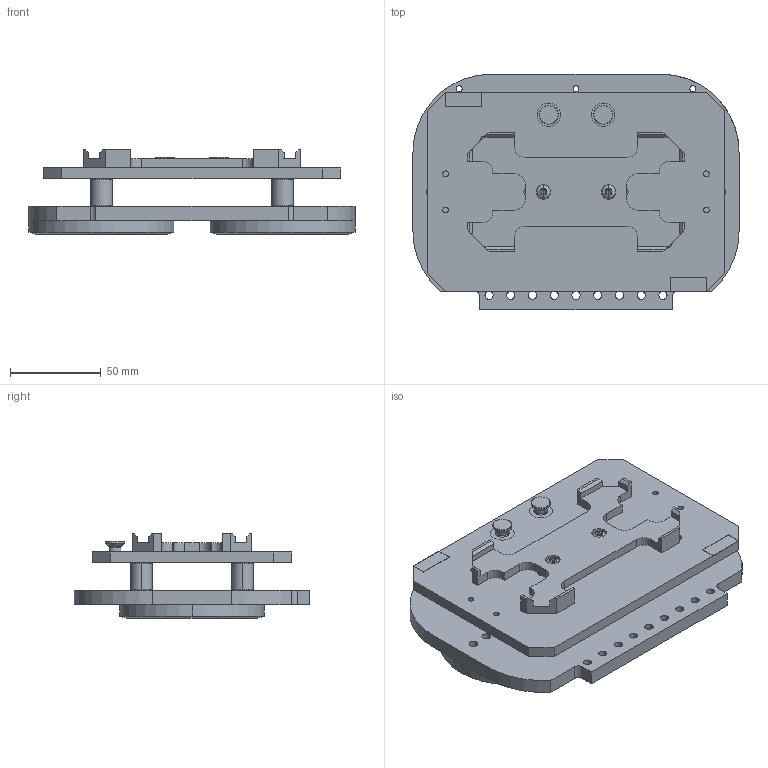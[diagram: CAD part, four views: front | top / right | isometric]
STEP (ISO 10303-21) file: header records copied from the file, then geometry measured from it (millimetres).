
FILE_DESCRIPTION (( 'STEP AP214' ), '1' );
FILE_NAME ('_Werkst_X_FCcktr_X_E4ger.STEP', '2021-02-15T12:30:59', ( '' ), ( '' ), 'SwSTEP 2.0', 'SolidWorks 2018', '' );
FILE_SCHEMA (( 'AUTOMOTIVE_DESIGN' ));
Length unit declared in the file: millimetre
Products named in the file (12): 014-132_Abstandshalter-Fang; 014-102a_Palette_komplett; 014-132_Abstandshalter-Auflage; 071-903_Aufnahmevorrichtung; _Werkst_X_FCcktr_X_E4ger; 014-055a_Werkst_X_FCcktr_X_E4ger-80_E-Band-mit Fixierbolzen; _Reflektorfolie; 014-105a_iCIM-Aufnahmebolzen; ISO 7380 - M4 x 8; 014-133_Scheibe d80; 014-102a_Palette 110x164mm; 014-119b_Grundtr_X_E4ger-80_E-Band
Assembly tree (17 placements, depth 3):
  _Werkst_X_FCcktr_X_E4ger
    014-102a_Palette_komplett
      _Reflektorfolie  x2
      014-105a_iCIM-Aufnahmebolzen  x2
      ISO 7380 - M4 x 8  x2
      071-903_Aufnahmevorrichtung
      014-102a_Palette 110x164mm
    014-055a_Werkst_X_FCcktr_X_E4ger-80_E-Band-mit Fixierbolzen
      014-132_Abstandshalter-Fang  x2
      014-132_Abstandshalter-Auflage  x2
      014-133_Scheibe d80  x2
      014-119b_Grundtr_X_E4ger-80_E-Band
Bounding box: 180 x 130 x 46.5 mm (x, y, z)
Volume: 372495.5 mm3; surface area: 133373.4 mm2
Topology: 15 solids, 15 shells, 490 faces, 1220 edges, 784 vertices
Faces by surface type: cylinder 228, plane 162, cone 72, bspline 24, torus 4
Entity records: 13161 total; most frequent: CARTESIAN_POINT 2645, DIRECTION 2240, ORIENTED_EDGE 1982, EDGE_CURVE 991, AXIS2_PLACEMENT_3D 866, VERTEX_POINT 648, EDGE_LOOP 529, VECTOR 508
